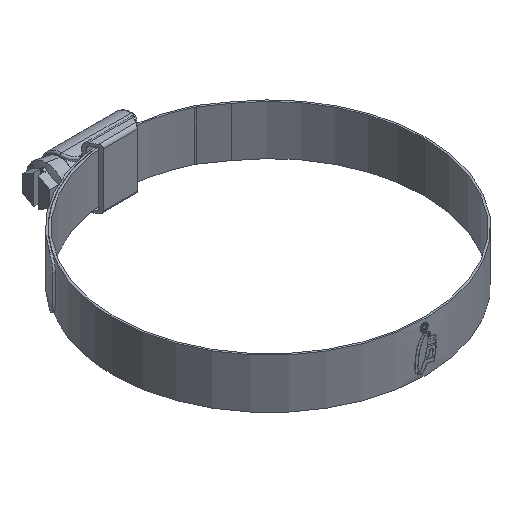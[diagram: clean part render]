
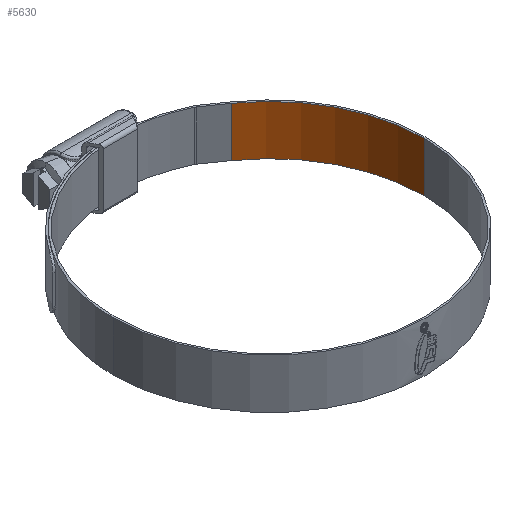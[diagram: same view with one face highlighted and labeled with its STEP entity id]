
A CAD part, isometric view. The second image highlights one B-rep face of the part: STEP entity #5630.
In plain terms, the highlighted cylindrical face has radius 44.5 mm (diameter 89 mm), a partial arc.
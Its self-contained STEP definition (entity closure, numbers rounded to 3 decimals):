
#36 = CARTESIAN_POINT ( 'NONE',  ( 0., 0., 7.135 ) ) ;
#264 = EDGE_LOOP ( 'NONE', ( #6445, #1791, #2186, #764 ) ) ;
#295 = EDGE_CURVE ( 'NONE', #1646, #7248, #7390, .T. ) ;
#357 = CARTESIAN_POINT ( 'NONE',  ( 44.5, 0., 7.135 ) ) ;
#504 = DIRECTION ( 'NONE',  ( 0., 0., -1. ) ) ;
#764 = ORIENTED_EDGE ( 'NONE', *, *, #3826, .F. ) ;
#1646 = VERTEX_POINT ( 'NONE', #7610 ) ;
#1791 = ORIENTED_EDGE ( 'NONE', *, *, #295, .T. ) ;
#1890 = CARTESIAN_POINT ( 'NONE',  ( 25.524, 36.452, 7.135 ) ) ;
#2132 = AXIS2_PLACEMENT_3D ( 'NONE', #7519, #504, #3416 ) ;
#2176 = CYLINDRICAL_SURFACE ( 'NONE', #2132, 44.5 ) ;
#2186 = ORIENTED_EDGE ( 'NONE', *, *, #7177, .T. ) ;
#2236 = VECTOR ( 'NONE', #3921, 1000. ) ;
#3307 = LINE ( 'NONE', #357, #2236 ) ;
#3416 = DIRECTION ( 'NONE',  ( -1., 0., 0. ) ) ;
#3480 = DIRECTION ( 'NONE',  ( 0., 0., -1. ) ) ;
#3631 = VECTOR ( 'NONE', #3480, 1000. ) ;
#3826 = EDGE_CURVE ( 'NONE', #5450, #5484, #5463, .T. ) ;
#3906 = DIRECTION ( 'NONE',  ( 0., 0., 1. ) ) ;
#3921 = DIRECTION ( 'NONE',  ( 0., 0., -1. ) ) ;
#3954 = EDGE_CURVE ( 'NONE', #1646, #5450, #3307, .T. ) ;
#5037 = DIRECTION ( 'NONE',  ( 1., 0., 0. ) ) ;
#5044 = AXIS2_PLACEMENT_3D ( 'NONE', #36, #7205, #6515 ) ;
#5450 = VERTEX_POINT ( 'NONE', #7148 ) ;
#5463 = CIRCLE ( 'NONE', #6462, 44.5 ) ;
#5484 = VERTEX_POINT ( 'NONE', #7445 ) ;
#5549 = CARTESIAN_POINT ( 'NONE',  ( 0., 0., -7.135 ) ) ;
#5630 = ADVANCED_FACE ( 'NONE', ( #7485 ), #2176, .F. ) ;
#6445 = ORIENTED_EDGE ( 'NONE', *, *, #3954, .F. ) ;
#6462 = AXIS2_PLACEMENT_3D ( 'NONE', #5549, #3906, #5037 ) ;
#6515 = DIRECTION ( 'NONE',  ( 1., 0., 0. ) ) ;
#7148 = CARTESIAN_POINT ( 'NONE',  ( 44.5, 0., -7.135 ) ) ;
#7177 = EDGE_CURVE ( 'NONE', #7248, #5484, #7624, .T. ) ;
#7205 = DIRECTION ( 'NONE',  ( 0., 0., 1. ) ) ;
#7248 = VERTEX_POINT ( 'NONE', #1890 ) ;
#7390 = CIRCLE ( 'NONE', #5044, 44.5 ) ;
#7445 = CARTESIAN_POINT ( 'NONE',  ( 25.524, 36.452, -7.135 ) ) ;
#7485 = FACE_OUTER_BOUND ( 'NONE', #264, .T. ) ;
#7519 = CARTESIAN_POINT ( 'NONE',  ( 0., 0., 7.135 ) ) ;
#7610 = CARTESIAN_POINT ( 'NONE',  ( 44.5, 0., 7.135 ) ) ;
#7624 = LINE ( 'NONE', #7660, #3631 ) ;
#7660 = CARTESIAN_POINT ( 'NONE',  ( 25.524, 36.452, 7.135 ) ) ;
